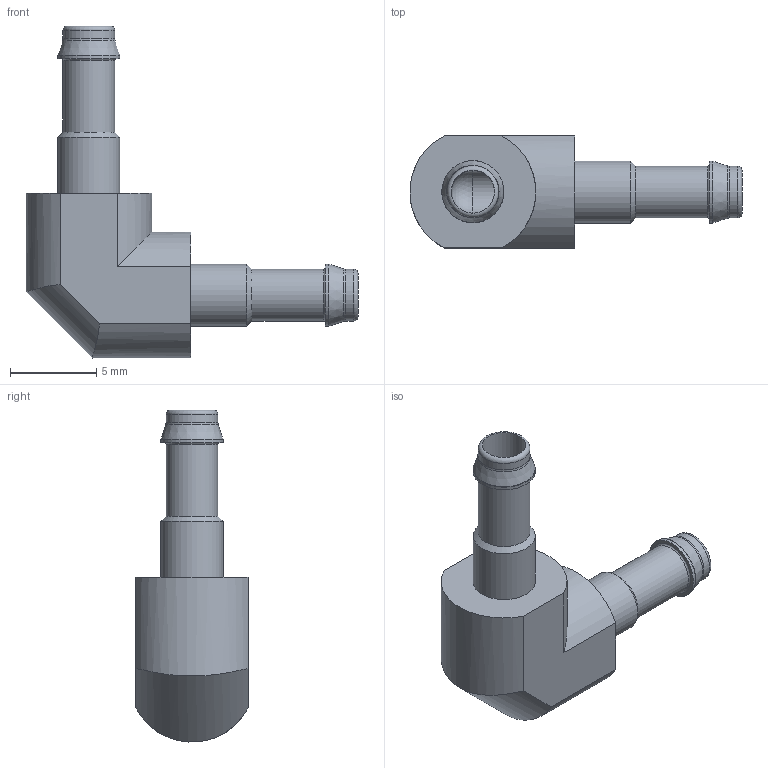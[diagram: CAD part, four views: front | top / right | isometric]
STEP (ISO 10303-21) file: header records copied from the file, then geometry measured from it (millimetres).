
FILE_DESCRIPTION(/* description */ ('STEP AP214'),/* implementation_level */ '2;1');
FILE_NAME(/* name */ '7473_L-PK-3',/* time_stamp */ '2024-08-28T14:08:10+02:00',/* author */ ('License CC BY-ND 4.0'),/* organization */ ('CADENAS'),/* preprocessor_version */ 'ST-DEVELOPER v19.3',/* originating_system */ 'PARTsolutions',/* authorisation */ ' ');
FILE_SCHEMA (('AUTOMOTIVE_DESIGN {1 0 10303 214 3 1 1}'));
Length unit declared in the file: millimetre
Products named in the file (1): 7473 L-PK-3
Bounding box: 19.24 x 6.5 x 19.24 mm (x, y, z)
Volume: 443.7 mm3; surface area: 758.1 mm2
Topology: 1 solids, 1 shells, 34 faces, 75 edges, 44 vertices
Faces by surface type: cylinder 15, torus 8, plane 6, cone 4, sphere 1
Full cylindrical faces by diameter (mm): 2.5 x2, 3 x4, 3.6 x4
Entity records: 1050 total; most frequent: DIRECTION 148, CARTESIAN_POINT 135, ORIENTED_EDGE 96, AXIS2_PLACEMENT_3D 67, EDGE_LOOP 60, FACE_BOUND 60, EDGE_CURVE 48, VERTEX_POINT 40
